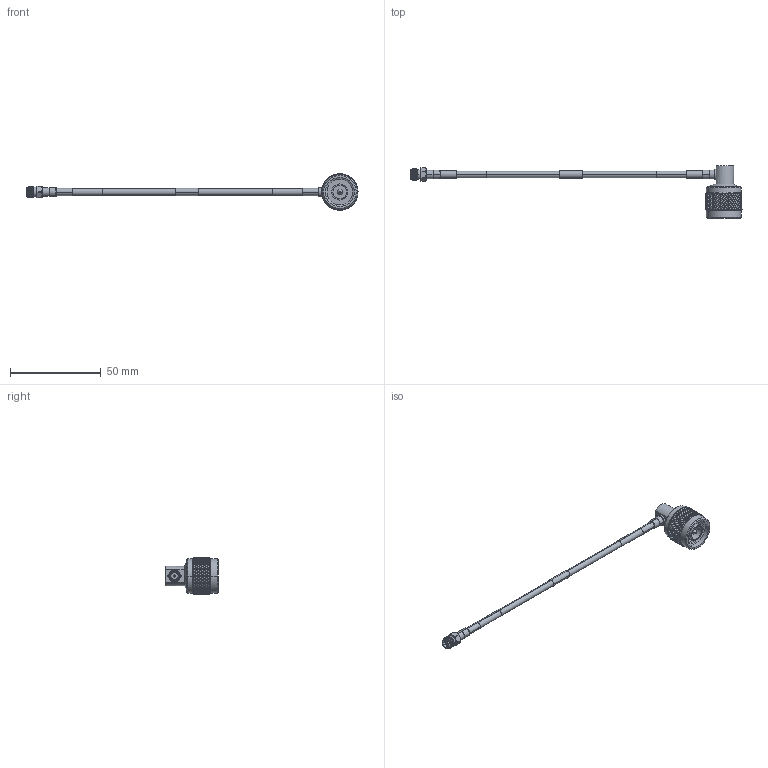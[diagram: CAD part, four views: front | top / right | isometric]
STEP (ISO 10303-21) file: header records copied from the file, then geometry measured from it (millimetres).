
FILE_DESCRIPTION (( 'STEP AP214' ), '1' );
FILE_NAME ('LCCA30482_3D.STEP', '2020-04-23T20:26:10', ( '' ), ( '' ), 'SwSTEP 2.0', 'SolidWorks 2018', '' );
FILE_SCHEMA (( 'AUTOMOTIVE_DESIGN' ));
Length unit declared in the file: inch
Products named in the file (6): LCCN3053; LCCA30482_3D; LCCN3047; 1AW01-003_.152 ID; LC141TBJ (141 Formable with HeatShrink); LC141TBJ-PROD
Assembly tree (7 placements, depth 3):
  LCCA30482_3D
    LC141TBJ-PROD
      LC141TBJ (141 Formable with HeatShrink)
      1AW01-003_.152 ID  x3
    LCCN3047
    LCCN3053
Bounding box: 183.18 x 29.15 x 20.07 mm (x, y, z)
Volume: 5594.7 mm3; surface area: 9069.1 mm2
Topology: 9 solids, 9 shells, 2409 faces, 4874 edges, 2502 vertices
Faces by surface type: bspline 1603, cylinder 487, cone 273, plane 44, sphere 2
Entity records: 88580 total; most frequent: CARTESIAN_POINT 56075, ORIENTED_EDGE 9700, EDGE_CURVE 4850, DIRECTION 2734, VERTEX_POINT 2486, EDGE_LOOP 2424, ADVANCED_FACE 2397, FACE_OUTER_BOUND 2397
